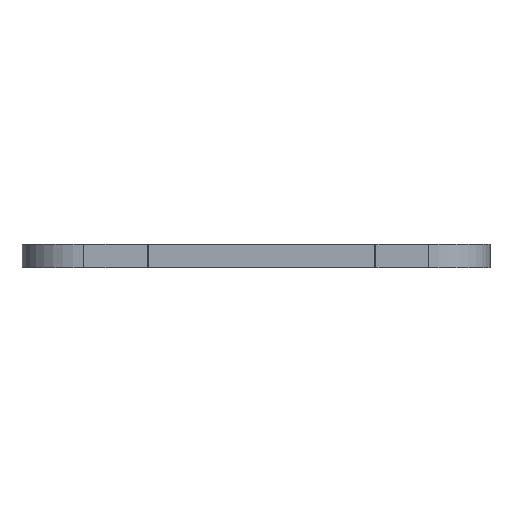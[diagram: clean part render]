
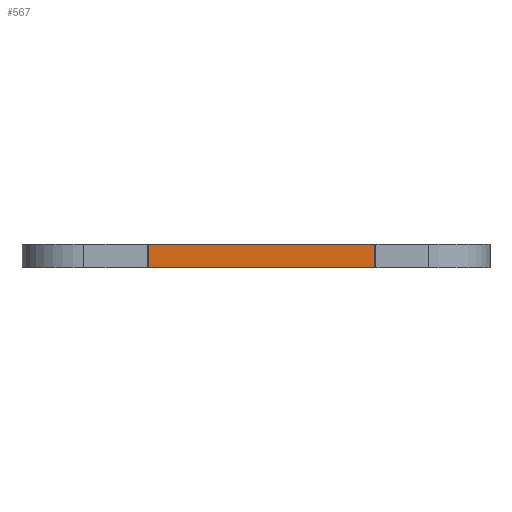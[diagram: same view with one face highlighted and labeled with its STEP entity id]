
A CAD part, left-side view. The second image highlights one B-rep face of the part: STEP entity #567.
In plain terms, the highlighted planar face has unit normal (-1, 0, 0).
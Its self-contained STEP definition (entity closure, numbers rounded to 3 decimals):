
#538 = EDGE_CURVE('',#539,#541,#543,.T.);
#539 = VERTEX_POINT('',#540);
#540 = CARTESIAN_POINT('',(1.5,29.325,0.));
#541 = VERTEX_POINT('',#542);
#542 = CARTESIAN_POINT('',(1.5,29.325,2.));
#543 = LINE('',#544,#545);
#544 = CARTESIAN_POINT('',(1.5,29.325,0.));
#545 = VECTOR('',#546,1.);
#546 = DIRECTION('',(0.,0.,1.));
#567 = ADVANCED_FACE('',(#568),#593,.F.);
#568 = FACE_BOUND('',#569,.F.);
#569 = EDGE_LOOP('',(#570,#571,#579,#587));
#570 = ORIENTED_EDGE('',*,*,#538,.T.);
#571 = ORIENTED_EDGE('',*,*,#572,.T.);
#572 = EDGE_CURVE('',#541,#573,#575,.T.);
#573 = VERTEX_POINT('',#574);
#574 = CARTESIAN_POINT('',(1.5,9.9,2.));
#575 = LINE('',#576,#577);
#576 = CARTESIAN_POINT('',(1.5,29.325,2.));
#577 = VECTOR('',#578,1.);
#578 = DIRECTION('',(0.,-1.,0.));
#579 = ORIENTED_EDGE('',*,*,#580,.F.);
#580 = EDGE_CURVE('',#581,#573,#583,.T.);
#581 = VERTEX_POINT('',#582);
#582 = CARTESIAN_POINT('',(1.5,9.9,0.));
#583 = LINE('',#584,#585);
#584 = CARTESIAN_POINT('',(1.5,9.9,0.));
#585 = VECTOR('',#586,1.);
#586 = DIRECTION('',(0.,0.,1.));
#587 = ORIENTED_EDGE('',*,*,#588,.F.);
#588 = EDGE_CURVE('',#539,#581,#589,.T.);
#589 = LINE('',#590,#591);
#590 = CARTESIAN_POINT('',(1.5,29.325,0.));
#591 = VECTOR('',#592,1.);
#592 = DIRECTION('',(0.,-1.,0.));
#593 = PLANE('',#594);
#594 = AXIS2_PLACEMENT_3D('',#595,#596,#597);
#595 = CARTESIAN_POINT('',(1.5,29.325,0.));
#596 = DIRECTION('',(1.,0.,0.));
#597 = DIRECTION('',(0.,-1.,0.));
